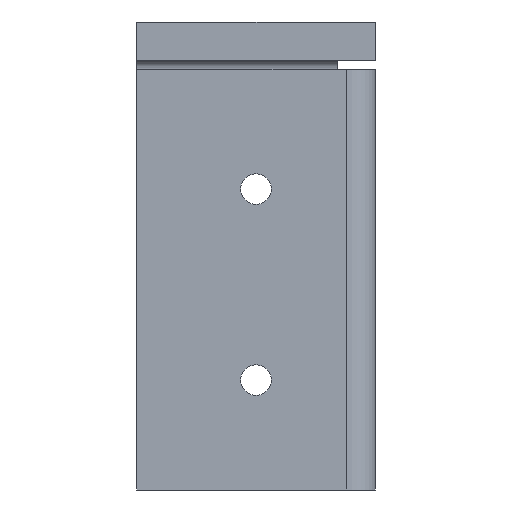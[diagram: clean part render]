
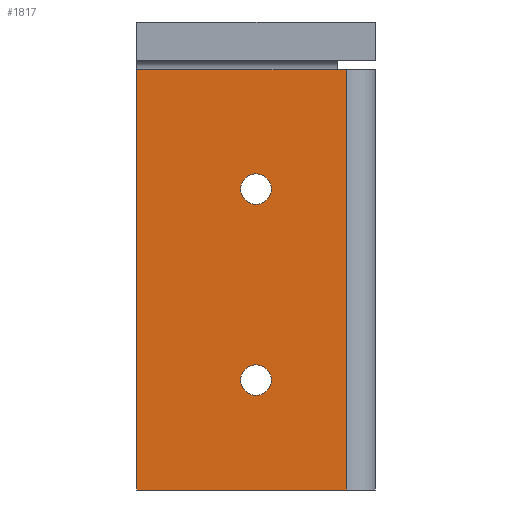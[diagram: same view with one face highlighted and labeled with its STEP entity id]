
A CAD part, left-side view. The second image highlights one B-rep face of the part: STEP entity #1817.
In plain terms, the highlighted planar face has unit normal (-1, 0, 0).
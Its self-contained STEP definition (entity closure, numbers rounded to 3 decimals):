
#55 = PLANE('',#56);
#56 = AXIS2_PLACEMENT_3D('',#57,#58,#59);
#57 = CARTESIAN_POINT('',(9.828,12.5,20.314));
#58 = DIRECTION('',(0.,1.,0.));
#59 = DIRECTION('',(0.,0.,1.));
#193 = CYLINDRICAL_SURFACE('',#194,1.);
#194 = AXIS2_PLACEMENT_3D('',#195,#196,#197);
#195 = CARTESIAN_POINT('',(18.,-8.5,30.));
#196 = DIRECTION('',(0.,1.,0.));
#197 = DIRECTION('',(0.,0.,1.));
#556 = VERTEX_POINT('',#557);
#557 = CARTESIAN_POINT('',(19.,12.5,30.));
#581 = VERTEX_POINT('',#582);
#582 = CARTESIAN_POINT('',(19.,-8.5,30.));
#604 = EDGE_CURVE('',#581,#556,#605,.T.);
#605 = SURFACE_CURVE('',#606,(#610,#617),.PCURVE_S1.);
#606 = LINE('',#607,#608);
#607 = CARTESIAN_POINT('',(19.,-8.5,30.));
#608 = VECTOR('',#609,1.);
#609 = DIRECTION('',(0.,1.,0.));
#610 = PCURVE('',#193,#611);
#611 = DEFINITIONAL_REPRESENTATION('',(#612),#616);
#612 = LINE('',#613,#614);
#613 = CARTESIAN_POINT('',(1.571,0.));
#614 = VECTOR('',#615,1.);
#615 = DIRECTION('',(0.,1.));
#616 = ( GEOMETRIC_REPRESENTATION_CONTEXT(2) 
PARAMETRIC_REPRESENTATION_CONTEXT() REPRESENTATION_CONTEXT('2D SPACE',''
  ) );
#617 = PCURVE('',#618,#623);
#618 = PLANE('',#619);
#619 = AXIS2_PLACEMENT_3D('',#620,#621,#622);
#620 = CARTESIAN_POINT('',(19.,1.5,8.));
#621 = DIRECTION('',(-1.,0.,0.));
#622 = DIRECTION('',(0.,0.,-1.));
#623 = DEFINITIONAL_REPRESENTATION('',(#624),#628);
#624 = LINE('',#625,#626);
#625 = CARTESIAN_POINT('',(-22.,10.));
#626 = VECTOR('',#627,1.);
#627 = DIRECTION('',(0.,-1.));
#628 = ( GEOMETRIC_REPRESENTATION_CONTEXT(2) 
PARAMETRIC_REPRESENTATION_CONTEXT() REPRESENTATION_CONTEXT('2D SPACE',''
  ) );
#672 = PLANE('',#673);
#673 = AXIS2_PLACEMENT_3D('',#674,#675,#676);
#674 = CARTESIAN_POINT('',(51.325,-10.474,30.));
#675 = DIRECTION('',(0.,0.,1.));
#676 = DIRECTION('',(1.,0.,0.));
#797 = VERTEX_POINT('',#798);
#798 = CARTESIAN_POINT('',(19.,12.5,-14.));
#812 = PLANE('',#813);
#813 = AXIS2_PLACEMENT_3D('',#814,#815,#816);
#814 = CARTESIAN_POINT('',(44.115,-7.033,-14.));
#815 = DIRECTION('',(0.,0.,-1.));
#816 = DIRECTION('',(0.,-1.,0.));
#824 = EDGE_CURVE('',#556,#797,#825,.T.);
#825 = SURFACE_CURVE('',#826,(#830,#837),.PCURVE_S1.);
#826 = LINE('',#827,#828);
#827 = CARTESIAN_POINT('',(19.,12.5,31.));
#828 = VECTOR('',#829,1.);
#829 = DIRECTION('',(0.,0.,-1.));
#830 = PCURVE('',#55,#831);
#831 = DEFINITIONAL_REPRESENTATION('',(#832),#836);
#832 = LINE('',#833,#834);
#833 = CARTESIAN_POINT('',(10.686,9.172));
#834 = VECTOR('',#835,1.);
#835 = DIRECTION('',(-1.,0.));
#836 = ( GEOMETRIC_REPRESENTATION_CONTEXT(2) 
PARAMETRIC_REPRESENTATION_CONTEXT() REPRESENTATION_CONTEXT('2D SPACE',''
  ) );
#837 = PCURVE('',#618,#838);
#838 = DEFINITIONAL_REPRESENTATION('',(#839),#843);
#839 = LINE('',#840,#841);
#840 = CARTESIAN_POINT('',(-23.,-11.));
#841 = VECTOR('',#842,1.);
#842 = DIRECTION('',(1.,-0.));
#843 = ( GEOMETRIC_REPRESENTATION_CONTEXT(2) 
PARAMETRIC_REPRESENTATION_CONTEXT() REPRESENTATION_CONTEXT('2D SPACE',''
  ) );
#922 = CYLINDRICAL_SURFACE('',#923,1.6);
#923 = AXIS2_PLACEMENT_3D('',#924,#925,#926);
#924 = CARTESIAN_POINT('',(23.,0.,17.5));
#925 = DIRECTION('',(1.,0.,0.));
#926 = DIRECTION('',(0.,-1.,0.));
#953 = CYLINDRICAL_SURFACE('',#954,1.6);
#954 = AXIS2_PLACEMENT_3D('',#955,#956,#957);
#955 = CARTESIAN_POINT('',(23.,0.,-2.5));
#956 = DIRECTION('',(1.,0.,0.));
#957 = DIRECTION('',(0.,-1.,0.));
#1547 = VERTEX_POINT('',#1548);
#1548 = CARTESIAN_POINT('',(19.,-1.6,17.5));
#1569 = EDGE_CURVE('',#1547,#1547,#1570,.T.);
#1570 = SURFACE_CURVE('',#1571,(#1576,#1583),.PCURVE_S1.);
#1571 = CIRCLE('',#1572,1.6);
#1572 = AXIS2_PLACEMENT_3D('',#1573,#1574,#1575);
#1573 = CARTESIAN_POINT('',(19.,0.,17.5));
#1574 = DIRECTION('',(1.,0.,0.));
#1575 = DIRECTION('',(0.,-1.,0.));
#1576 = PCURVE('',#922,#1577);
#1577 = DEFINITIONAL_REPRESENTATION('',(#1578),#1582);
#1578 = LINE('',#1579,#1580);
#1579 = CARTESIAN_POINT('',(0.,-4.));
#1580 = VECTOR('',#1581,1.);
#1581 = DIRECTION('',(1.,0.));
#1582 = ( GEOMETRIC_REPRESENTATION_CONTEXT(2) 
PARAMETRIC_REPRESENTATION_CONTEXT() REPRESENTATION_CONTEXT('2D SPACE',''
  ) );
#1583 = PCURVE('',#618,#1584);
#1584 = DEFINITIONAL_REPRESENTATION('',(#1585),#1593);
#1585 = ( BOUNDED_CURVE() B_SPLINE_CURVE(2,(#1586,#1587,#1588,#1589,
#1590,#1591,#1592),.UNSPECIFIED.,.T.,.F.) B_SPLINE_CURVE_WITH_KNOTS((1,2
    ,2,2,2,1),(-2.094,0.,2.094,4.189,
6.283,8.378),.UNSPECIFIED.) CURVE() 
GEOMETRIC_REPRESENTATION_ITEM() RATIONAL_B_SPLINE_CURVE((1.,0.5,1.,0.5,
1.,0.5,1.)) REPRESENTATION_ITEM('') );
#1586 = CARTESIAN_POINT('',(-9.5,3.1));
#1587 = CARTESIAN_POINT('',(-6.729,3.1));
#1588 = CARTESIAN_POINT('',(-8.114,0.7));
#1589 = CARTESIAN_POINT('',(-9.5,-1.7));
#1590 = CARTESIAN_POINT('',(-10.886,0.7));
#1591 = CARTESIAN_POINT('',(-12.271,3.1));
#1592 = CARTESIAN_POINT('',(-9.5,3.1));
#1593 = ( GEOMETRIC_REPRESENTATION_CONTEXT(2) 
PARAMETRIC_REPRESENTATION_CONTEXT() REPRESENTATION_CONTEXT('2D SPACE',''
  ) );
#1601 = VERTEX_POINT('',#1602);
#1602 = CARTESIAN_POINT('',(19.,-1.6,-2.5));
#1623 = EDGE_CURVE('',#1601,#1601,#1624,.T.);
#1624 = SURFACE_CURVE('',#1625,(#1630,#1637),.PCURVE_S1.);
#1625 = CIRCLE('',#1626,1.6);
#1626 = AXIS2_PLACEMENT_3D('',#1627,#1628,#1629);
#1627 = CARTESIAN_POINT('',(19.,0.,-2.5));
#1628 = DIRECTION('',(1.,0.,0.));
#1629 = DIRECTION('',(0.,-1.,0.));
#1630 = PCURVE('',#953,#1631);
#1631 = DEFINITIONAL_REPRESENTATION('',(#1632),#1636);
#1632 = LINE('',#1633,#1634);
#1633 = CARTESIAN_POINT('',(0.,-4.));
#1634 = VECTOR('',#1635,1.);
#1635 = DIRECTION('',(1.,0.));
#1636 = ( GEOMETRIC_REPRESENTATION_CONTEXT(2) 
PARAMETRIC_REPRESENTATION_CONTEXT() REPRESENTATION_CONTEXT('2D SPACE',''
  ) );
#1637 = PCURVE('',#618,#1638);
#1638 = DEFINITIONAL_REPRESENTATION('',(#1639),#1647);
#1639 = ( BOUNDED_CURVE() B_SPLINE_CURVE(2,(#1640,#1641,#1642,#1643,
#1644,#1645,#1646),.UNSPECIFIED.,.T.,.F.) B_SPLINE_CURVE_WITH_KNOTS((1,2
    ,2,2,2,1),(-2.094,0.,2.094,4.189,
6.283,8.378),.UNSPECIFIED.) CURVE() 
GEOMETRIC_REPRESENTATION_ITEM() RATIONAL_B_SPLINE_CURVE((1.,0.5,1.,0.5,
1.,0.5,1.)) REPRESENTATION_ITEM('') );
#1640 = CARTESIAN_POINT('',(10.5,3.1));
#1641 = CARTESIAN_POINT('',(13.271,3.1));
#1642 = CARTESIAN_POINT('',(11.886,0.7));
#1643 = CARTESIAN_POINT('',(10.5,-1.7));
#1644 = CARTESIAN_POINT('',(9.114,0.7));
#1645 = CARTESIAN_POINT('',(7.729,3.1));
#1646 = CARTESIAN_POINT('',(10.5,3.1));
#1647 = ( GEOMETRIC_REPRESENTATION_CONTEXT(2) 
PARAMETRIC_REPRESENTATION_CONTEXT() REPRESENTATION_CONTEXT('2D SPACE',''
  ) );
#1714 = CYLINDRICAL_SURFACE('',#1715,3.);
#1715 = AXIS2_PLACEMENT_3D('',#1716,#1717,#1718);
#1716 = CARTESIAN_POINT('',(22.,-9.5,-14.));
#1717 = DIRECTION('',(0.,0.,1.));
#1718 = DIRECTION('',(-1.,0.,0.));
#1745 = VERTEX_POINT('',#1746);
#1746 = CARTESIAN_POINT('',(19.,-9.5,-14.));
#1774 = VERTEX_POINT('',#1775);
#1775 = CARTESIAN_POINT('',(19.,-9.5,30.));
#1797 = EDGE_CURVE('',#1745,#1774,#1798,.T.);
#1798 = SURFACE_CURVE('',#1799,(#1803,#1810),.PCURVE_S1.);
#1799 = LINE('',#1800,#1801);
#1800 = CARTESIAN_POINT('',(19.,-9.5,-14.));
#1801 = VECTOR('',#1802,1.);
#1802 = DIRECTION('',(0.,0.,1.));
#1803 = PCURVE('',#1714,#1804);
#1804 = DEFINITIONAL_REPRESENTATION('',(#1805),#1809);
#1805 = LINE('',#1806,#1807);
#1806 = CARTESIAN_POINT('',(0.,0.));
#1807 = VECTOR('',#1808,1.);
#1808 = DIRECTION('',(0.,1.));
#1809 = ( GEOMETRIC_REPRESENTATION_CONTEXT(2) 
PARAMETRIC_REPRESENTATION_CONTEXT() REPRESENTATION_CONTEXT('2D SPACE',''
  ) );
#1810 = PCURVE('',#618,#1811);
#1811 = DEFINITIONAL_REPRESENTATION('',(#1812),#1816);
#1812 = LINE('',#1813,#1814);
#1813 = CARTESIAN_POINT('',(22.,11.));
#1814 = VECTOR('',#1815,1.);
#1815 = DIRECTION('',(-1.,-0.));
#1816 = ( GEOMETRIC_REPRESENTATION_CONTEXT(2) 
PARAMETRIC_REPRESENTATION_CONTEXT() REPRESENTATION_CONTEXT('2D SPACE',''
  ) );
#1817 = ADVANCED_FACE('',(#1818,#1865,#1868),#618,.T.);
#1818 = FACE_BOUND('',#1819,.T.);
#1819 = EDGE_LOOP('',(#1820,#1821,#1842,#1843,#1864));
#1820 = ORIENTED_EDGE('',*,*,#824,.T.);
#1821 = ORIENTED_EDGE('',*,*,#1822,.F.);
#1822 = EDGE_CURVE('',#1745,#797,#1823,.T.);
#1823 = SURFACE_CURVE('',#1824,(#1828,#1835),.PCURVE_S1.);
#1824 = LINE('',#1825,#1826);
#1825 = CARTESIAN_POINT('',(19.,-8.5,-14.));
#1826 = VECTOR('',#1827,1.);
#1827 = DIRECTION('',(0.,1.,0.));
#1828 = PCURVE('',#618,#1829);
#1829 = DEFINITIONAL_REPRESENTATION('',(#1830),#1834);
#1830 = LINE('',#1831,#1832);
#1831 = CARTESIAN_POINT('',(22.,10.));
#1832 = VECTOR('',#1833,1.);
#1833 = DIRECTION('',(0.,-1.));
#1834 = ( GEOMETRIC_REPRESENTATION_CONTEXT(2) 
PARAMETRIC_REPRESENTATION_CONTEXT() REPRESENTATION_CONTEXT('2D SPACE',''
  ) );
#1835 = PCURVE('',#812,#1836);
#1836 = DEFINITIONAL_REPRESENTATION('',(#1837),#1841);
#1837 = LINE('',#1838,#1839);
#1838 = CARTESIAN_POINT('',(1.467,25.115));
#1839 = VECTOR('',#1840,1.);
#1840 = DIRECTION('',(-1.,0.));
#1841 = ( GEOMETRIC_REPRESENTATION_CONTEXT(2) 
PARAMETRIC_REPRESENTATION_CONTEXT() REPRESENTATION_CONTEXT('2D SPACE',''
  ) );
#1842 = ORIENTED_EDGE('',*,*,#1797,.T.);
#1843 = ORIENTED_EDGE('',*,*,#1844,.F.);
#1844 = EDGE_CURVE('',#581,#1774,#1845,.T.);
#1845 = SURFACE_CURVE('',#1846,(#1850,#1857),.PCURVE_S1.);
#1846 = LINE('',#1847,#1848);
#1847 = CARTESIAN_POINT('',(19.,-8.5,30.));
#1848 = VECTOR('',#1849,1.);
#1849 = DIRECTION('',(0.,-1.,0.));
#1850 = PCURVE('',#618,#1851);
#1851 = DEFINITIONAL_REPRESENTATION('',(#1852),#1856);
#1852 = LINE('',#1853,#1854);
#1853 = CARTESIAN_POINT('',(-22.,10.));
#1854 = VECTOR('',#1855,1.);
#1855 = DIRECTION('',(0.,1.));
#1856 = ( GEOMETRIC_REPRESENTATION_CONTEXT(2) 
PARAMETRIC_REPRESENTATION_CONTEXT() REPRESENTATION_CONTEXT('2D SPACE',''
  ) );
#1857 = PCURVE('',#672,#1858);
#1858 = DEFINITIONAL_REPRESENTATION('',(#1859),#1863);
#1859 = LINE('',#1860,#1861);
#1860 = CARTESIAN_POINT('',(-32.325,1.974));
#1861 = VECTOR('',#1862,1.);
#1862 = DIRECTION('',(0.,-1.));
#1863 = ( GEOMETRIC_REPRESENTATION_CONTEXT(2) 
PARAMETRIC_REPRESENTATION_CONTEXT() REPRESENTATION_CONTEXT('2D SPACE',''
  ) );
#1864 = ORIENTED_EDGE('',*,*,#604,.T.);
#1865 = FACE_BOUND('',#1866,.T.);
#1866 = EDGE_LOOP('',(#1867));
#1867 = ORIENTED_EDGE('',*,*,#1623,.T.);
#1868 = FACE_BOUND('',#1869,.T.);
#1869 = EDGE_LOOP('',(#1870));
#1870 = ORIENTED_EDGE('',*,*,#1569,.T.);
